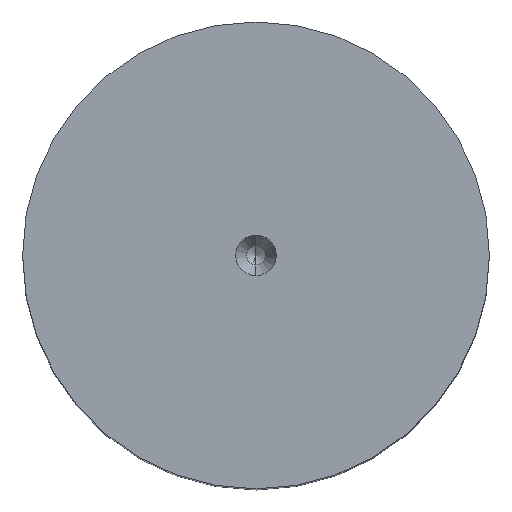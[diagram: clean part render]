
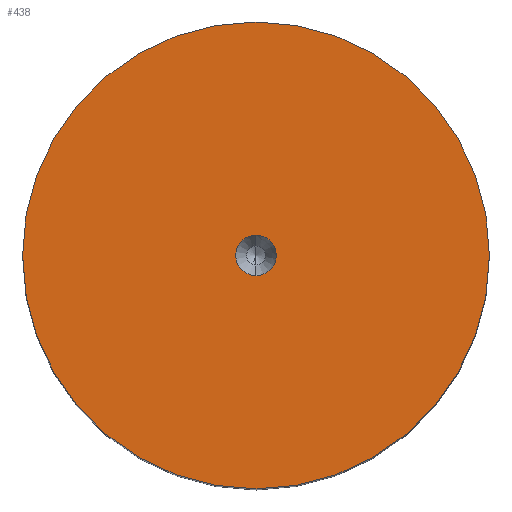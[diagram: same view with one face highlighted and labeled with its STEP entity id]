
A CAD part, top view. The second image highlights one B-rep face of the part: STEP entity #438.
In plain terms, the highlighted planar face has unit normal (0, 0, 1).
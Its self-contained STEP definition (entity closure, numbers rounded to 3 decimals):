
#177 = ORIENTED_EDGE ( 'NONE', *, *, #240, .T. ) ;
#240 = EDGE_CURVE ( 'NONE', #3179, #3330, #3224, .T. ) ;
#360 = CARTESIAN_POINT ( 'NONE',  ( -12.541, 12.77, 157.997 ) ) ;
#426 = CIRCLE ( 'NONE', #1314, 49. ) ;
#438 = ADVANCED_FACE ( 'NONE', ( #848, #1638 ), #821, .T. ) ;
#440 = AXIS2_PLACEMENT_3D ( 'NONE', #2710, #2720, #1341 ) ;
#611 = EDGE_LOOP ( 'NONE', ( #3443, #1084 ) ) ;
#619 = VERTEX_POINT ( 'NONE', #640 ) ;
#640 = CARTESIAN_POINT ( 'NONE',  ( -12.541, 21.27, 157.997 ) ) ;
#821 = PLANE ( 'NONE',  #1744 ) ;
#848 = FACE_BOUND ( 'NONE', #611, .T. ) ;
#898 = CARTESIAN_POINT ( 'NONE',  ( 36.459, 17.02, 157.997 ) ) ;
#1084 = ORIENTED_EDGE ( 'NONE', *, *, #3164, .T. ) ;
#1244 = CARTESIAN_POINT ( 'NONE',  ( -12.541, 17.02, 157.997 ) ) ;
#1314 = AXIS2_PLACEMENT_3D ( 'NONE', #1244, #1517, #3439 ) ;
#1341 = DIRECTION ( 'NONE',  ( 0., 1., 0. ) ) ;
#1354 = DIRECTION ( 'NONE',  ( 0., 0., 1. ) ) ;
#1489 = ORIENTED_EDGE ( 'NONE', *, *, #3440, .T. ) ;
#1517 = DIRECTION ( 'NONE',  ( 0., 0., 1. ) ) ;
#1531 = EDGE_CURVE ( 'NONE', #619, #2825, #1810, .T. ) ;
#1638 = FACE_OUTER_BOUND ( 'NONE', #3243, .T. ) ;
#1744 = AXIS2_PLACEMENT_3D ( 'NONE', #1897, #1354, #2183 ) ;
#1810 = CIRCLE ( 'NONE', #3349, 4.25 ) ;
#1897 = CARTESIAN_POINT ( 'NONE',  ( -12.541, 17.02, 157.997 ) ) ;
#2116 = DIRECTION ( 'NONE',  ( 1., 0., 0. ) ) ;
#2183 = DIRECTION ( 'NONE',  ( 1., 0., 0. ) ) ;
#2597 = CARTESIAN_POINT ( 'NONE',  ( -12.541, 17.02, 157.997 ) ) ;
#2605 = AXIS2_PLACEMENT_3D ( 'NONE', #3479, #3221, #2116 ) ;
#2672 = CIRCLE ( 'NONE', #440, 4.25 ) ;
#2710 = CARTESIAN_POINT ( 'NONE',  ( -12.541, 17.02, 157.997 ) ) ;
#2720 = DIRECTION ( 'NONE',  ( 0., 0., -1. ) ) ;
#2825 = VERTEX_POINT ( 'NONE', #360 ) ;
#3164 = EDGE_CURVE ( 'NONE', #2825, #619, #2672, .T. ) ;
#3179 = VERTEX_POINT ( 'NONE', #3285 ) ;
#3221 = DIRECTION ( 'NONE',  ( 0., 0., 1. ) ) ;
#3224 = CIRCLE ( 'NONE', #2605, 49. ) ;
#3243 = EDGE_LOOP ( 'NONE', ( #177, #1489 ) ) ;
#3285 = CARTESIAN_POINT ( 'NONE',  ( -61.541, 17.02, 157.997 ) ) ;
#3330 = VERTEX_POINT ( 'NONE', #898 ) ;
#3349 = AXIS2_PLACEMENT_3D ( 'NONE', #2597, #3390, #3408 ) ;
#3390 = DIRECTION ( 'NONE',  ( 0., 0., -1. ) ) ;
#3408 = DIRECTION ( 'NONE',  ( 0., 1., 0. ) ) ;
#3439 = DIRECTION ( 'NONE',  ( 1., 0., 0. ) ) ;
#3440 = EDGE_CURVE ( 'NONE', #3330, #3179, #426, .T. ) ;
#3443 = ORIENTED_EDGE ( 'NONE', *, *, #1531, .T. ) ;
#3479 = CARTESIAN_POINT ( 'NONE',  ( -12.541, 17.02, 157.997 ) ) ;
